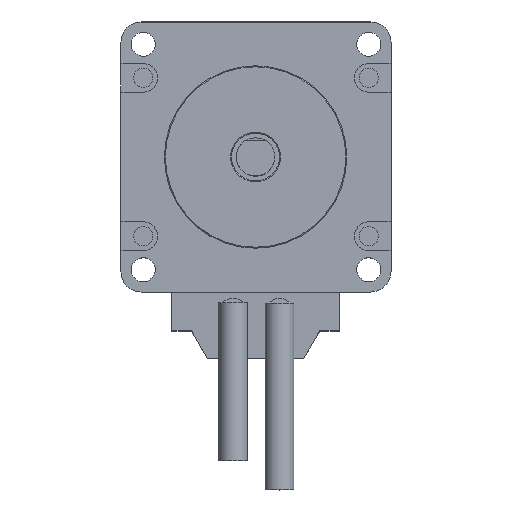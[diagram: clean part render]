
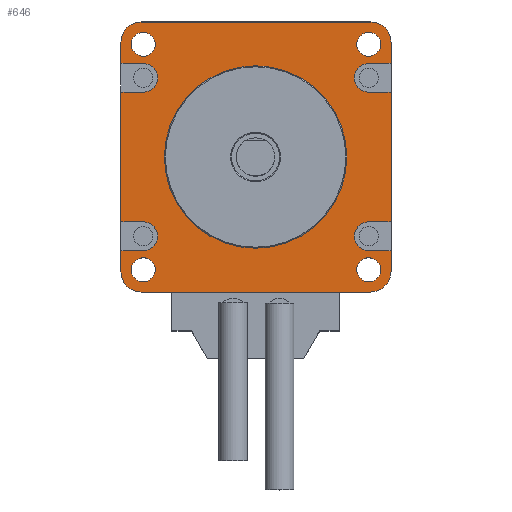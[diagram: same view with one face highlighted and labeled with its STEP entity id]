
A CAD part, top view. The second image highlights one B-rep face of the part: STEP entity #646.
In plain terms, the highlighted planar face has unit normal (0, 0, 1).
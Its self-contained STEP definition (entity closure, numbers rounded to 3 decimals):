
#646=ADVANCED_FACE('',(#1750,#1751,#1752,#1753,#1754,#1755),#821,.T.);
#821=PLANE('',#5032);
#1117=LINE('',#7473,#1520);
#1120=LINE('',#7479,#1523);
#1123=LINE('',#7485,#1526);
#1126=LINE('',#7491,#1529);
#1132=LINE('',#7507,#1535);
#1136=LINE('',#7517,#1539);
#1138=LINE('',#7523,#1541);
#1139=LINE('',#7525,#1542);
#1140=LINE('',#7527,#1543);
#1141=LINE('',#7531,#1544);
#1142=LINE('',#7532,#1545);
#1143=LINE('',#7536,#1546);
#1144=LINE('',#7537,#1547);
#1145=LINE('',#7541,#1548);
#1146=LINE('',#7542,#1549);
#1147=LINE('',#7546,#1550);
#1520=VECTOR('',#6046,1.);
#1523=VECTOR('',#6051,1.);
#1526=VECTOR('',#6056,1.);
#1529=VECTOR('',#6061,1.);
#1535=VECTOR('',#6077,1.);
#1539=VECTOR('',#6087,1.);
#1541=VECTOR('',#6095,1.);
#1542=VECTOR('',#6098,1.);
#1543=VECTOR('',#6101,1.);
#1544=VECTOR('',#6104,1.);
#1545=VECTOR('',#6105,1.);
#1546=VECTOR('',#6108,1.);
#1547=VECTOR('',#6109,1.);
#1548=VECTOR('',#6112,1.);
#1549=VECTOR('',#6113,1.);
#1550=VECTOR('',#6116,1.);
#1750=FACE_BOUND('',#1997,.T.);
#1751=FACE_BOUND('',#1998,.T.);
#1752=FACE_BOUND('',#1999,.T.);
#1753=FACE_BOUND('',#2000,.T.);
#1754=FACE_BOUND('',#2001,.T.);
#1755=FACE_BOUND('',#2002,.T.);
#1997=EDGE_LOOP('',(#2933,#2934,#2935,#2936,#2937,#2938,#2939,#2940,#2941,
#2942,#2943,#2944,#2945,#2946,#2947,#2948,#2949,#2950,#2951,#2952,#2953,
#2954,#2955,#2956));
#1998=EDGE_LOOP('',(#2957));
#1999=EDGE_LOOP('',(#2958));
#2000=EDGE_LOOP('',(#2959));
#2001=EDGE_LOOP('',(#2960));
#2002=EDGE_LOOP('',(#2961));
#2933=ORIENTED_EDGE('',*,*,#4230,.T.);
#2934=ORIENTED_EDGE('',*,*,#4257,.T.);
#2935=ORIENTED_EDGE('',*,*,#4258,.T.);
#2936=ORIENTED_EDGE('',*,*,#4259,.T.);
#2937=ORIENTED_EDGE('',*,*,#4252,.T.);
#2938=ORIENTED_EDGE('',*,*,#4254,.T.);
#2939=ORIENTED_EDGE('',*,*,#4256,.T.);
#2940=ORIENTED_EDGE('',*,*,#4241,.T.);
#2941=ORIENTED_EDGE('',*,*,#4236,.T.);
#2942=ORIENTED_EDGE('',*,*,#4260,.F.);
#2943=ORIENTED_EDGE('',*,*,#4261,.F.);
#2944=ORIENTED_EDGE('',*,*,#4262,.F.);
#2945=ORIENTED_EDGE('',*,*,#4233,.T.);
#2946=ORIENTED_EDGE('',*,*,#4263,.T.);
#2947=ORIENTED_EDGE('',*,*,#4264,.T.);
#2948=ORIENTED_EDGE('',*,*,#4265,.T.);
#2949=ORIENTED_EDGE('',*,*,#4247,.T.);
#2950=ORIENTED_EDGE('',*,*,#4244,.T.);
#2951=ORIENTED_EDGE('',*,*,#4255,.T.);
#2952=ORIENTED_EDGE('',*,*,#4248,.T.);
#2953=ORIENTED_EDGE('',*,*,#4239,.T.);
#2954=ORIENTED_EDGE('',*,*,#4266,.F.);
#2955=ORIENTED_EDGE('',*,*,#4267,.F.);
#2956=ORIENTED_EDGE('',*,*,#4268,.F.);
#2957=ORIENTED_EDGE('',*,*,#4269,.F.);
#2958=ORIENTED_EDGE('',*,*,#4270,.F.);
#2959=ORIENTED_EDGE('',*,*,#4271,.F.);
#2960=ORIENTED_EDGE('',*,*,#4272,.F.);
#2961=ORIENTED_EDGE('',*,*,#4273,.T.);
#3672=VERTEX_POINT('',#7472);
#3673=VERTEX_POINT('',#7474);
#3674=VERTEX_POINT('',#7478);
#3675=VERTEX_POINT('',#7480);
#3676=VERTEX_POINT('',#7484);
#3677=VERTEX_POINT('',#7486);
#3678=VERTEX_POINT('',#7490);
#3679=VERTEX_POINT('',#7492);
#3680=VERTEX_POINT('',#7496);
#3681=VERTEX_POINT('',#7500);
#3682=VERTEX_POINT('',#7502);
#3683=VERTEX_POINT('',#7506);
#3684=VERTEX_POINT('',#7510);
#3685=VERTEX_POINT('',#7514);
#3686=VERTEX_POINT('',#7516);
#3687=VERTEX_POINT('',#7520);
#3688=VERTEX_POINT('',#7528);
#3689=VERTEX_POINT('',#7530);
#3690=VERTEX_POINT('',#7533);
#3691=VERTEX_POINT('',#7535);
#3692=VERTEX_POINT('',#7538);
#3693=VERTEX_POINT('',#7540);
#3694=VERTEX_POINT('',#7543);
#3695=VERTEX_POINT('',#7545);
#3696=VERTEX_POINT('',#7548);
#3697=VERTEX_POINT('',#7550);
#3698=VERTEX_POINT('',#7552);
#3699=VERTEX_POINT('',#7554);
#3700=VERTEX_POINT('',#7556);
#4230=EDGE_CURVE('',#3673,#3672,#1117,.T.);
#4233=EDGE_CURVE('',#3675,#3674,#1120,.T.);
#4236=EDGE_CURVE('',#3677,#3676,#1123,.T.);
#4239=EDGE_CURVE('',#3679,#3678,#1126,.T.);
#4241=EDGE_CURVE('',#3680,#3677,#4631,.T.);
#4244=EDGE_CURVE('',#3682,#3681,#4632,.T.);
#4247=EDGE_CURVE('',#3683,#3682,#1132,.T.);
#4248=EDGE_CURVE('',#3684,#3679,#4633,.T.);
#4252=EDGE_CURVE('',#3685,#3686,#1136,.T.);
#4254=EDGE_CURVE('',#3686,#3687,#4634,.T.);
#4255=EDGE_CURVE('',#3681,#3684,#1138,.T.);
#4256=EDGE_CURVE('',#3687,#3680,#1139,.T.);
#4257=EDGE_CURVE('',#3672,#3688,#1140,.T.);
#4258=EDGE_CURVE('',#3688,#3689,#4635,.T.);
#4259=EDGE_CURVE('',#3689,#3685,#1141,.T.);
#4260=EDGE_CURVE('',#3690,#3676,#1142,.T.);
#4261=EDGE_CURVE('',#3691,#3690,#4636,.T.);
#4262=EDGE_CURVE('',#3675,#3691,#1143,.T.);
#4263=EDGE_CURVE('',#3674,#3692,#1144,.T.);
#4264=EDGE_CURVE('',#3692,#3693,#4637,.T.);
#4265=EDGE_CURVE('',#3693,#3683,#1145,.T.);
#4266=EDGE_CURVE('',#3694,#3678,#1146,.T.);
#4267=EDGE_CURVE('',#3695,#3694,#4638,.T.);
#4268=EDGE_CURVE('',#3673,#3695,#1147,.T.);
#4269=EDGE_CURVE('',#3696,#3696,#4639,.T.);
#4270=EDGE_CURVE('',#3697,#3697,#4640,.T.);
#4271=EDGE_CURVE('',#3698,#3698,#4641,.T.);
#4272=EDGE_CURVE('',#3699,#3699,#4642,.T.);
#4273=EDGE_CURVE('',#3700,#3700,#4643,.T.);
#4631=CIRCLE('',#5011,4.2);
#4632=CIRCLE('',#5013,4.2);
#4633=CIRCLE('',#5016,4.378);
#4634=CIRCLE('',#5019,4.216);
#4635=CIRCLE('',#5023,3.);
#4636=CIRCLE('',#5024,3.);
#4637=CIRCLE('',#5025,3.);
#4638=CIRCLE('',#5026,3.);
#4639=CIRCLE('',#5027,2.5);
#4640=CIRCLE('',#5028,2.5);
#4641=CIRCLE('',#5029,2.5);
#4642=CIRCLE('',#5030,2.5);
#4643=CIRCLE('',#5031,5.);
#5011=AXIS2_PLACEMENT_3D('',#7495,#6065,#6066);
#5013=AXIS2_PLACEMENT_3D('',#7501,#6071,#6072);
#5016=AXIS2_PLACEMENT_3D('',#7509,#6080,#6081);
#5019=AXIS2_PLACEMENT_3D('',#7521,#6091,#6092);
#5023=AXIS2_PLACEMENT_3D('',#7529,#6102,#6103);
#5024=AXIS2_PLACEMENT_3D('',#7534,#6106,#6107);
#5025=AXIS2_PLACEMENT_3D('',#7539,#6110,#6111);
#5026=AXIS2_PLACEMENT_3D('',#7544,#6114,#6115);
#5027=AXIS2_PLACEMENT_3D('',#7547,#6117,#6118);
#5028=AXIS2_PLACEMENT_3D('',#7549,#6119,#6120);
#5029=AXIS2_PLACEMENT_3D('',#7551,#6121,#6122);
#5030=AXIS2_PLACEMENT_3D('',#7553,#6123,#6124);
#5031=AXIS2_PLACEMENT_3D('',#7555,#6125,#6126);
#5032=AXIS2_PLACEMENT_3D('',#7557,#6127,#6128);
#6046=DIRECTION('',(0.,1.,0.));
#6051=DIRECTION('',(0.,-1.,0.));
#6056=DIRECTION('',(0.,-1.,0.));
#6061=DIRECTION('',(0.,1.,0.));
#6065=DIRECTION('',(0.,0.,1.));
#6066=DIRECTION('',(1.,0.,0.));
#6071=DIRECTION('',(0.,0.,1.));
#6072=DIRECTION('',(1.,0.,0.));
#6077=DIRECTION('',(0.,-1.,0.));
#6080=DIRECTION('',(0.,0.,1.));
#6081=DIRECTION('',(1.,0.,0.));
#6087=DIRECTION('',(0.,1.,0.));
#6091=DIRECTION('',(0.,0.,1.));
#6092=DIRECTION('',(1.,0.,0.));
#6095=DIRECTION('',(1.,0.,0.));
#6098=DIRECTION('',(-1.,0.,0.));
#6101=DIRECTION('',(-1.,-0.002,0.));
#6102=DIRECTION('',(0.,0.,-1.));
#6103=DIRECTION('',(-1.,0.,0.));
#6104=DIRECTION('',(1.,0.,0.));
#6105=DIRECTION('',(-1.,0.,0.));
#6106=DIRECTION('',(0.,0.,1.));
#6107=DIRECTION('',(1.,0.,0.));
#6108=DIRECTION('',(1.,-0.002,0.));
#6109=DIRECTION('',(1.,0.002,0.));
#6110=DIRECTION('',(0.,0.,-1.));
#6111=DIRECTION('',(1.,0.,0.));
#6112=DIRECTION('',(-1.,0.,0.));
#6113=DIRECTION('',(1.,0.,0.));
#6114=DIRECTION('',(0.,0.,1.));
#6115=DIRECTION('',(-1.,0.,0.));
#6116=DIRECTION('',(-1.,0.002,0.));
#6117=DIRECTION('',(0.,0.,1.));
#6118=DIRECTION('',(1.,0.,0.));
#6119=DIRECTION('',(0.,0.,1.));
#6120=DIRECTION('',(1.,0.,0.));
#6121=DIRECTION('',(0.,0.,1.));
#6122=DIRECTION('',(1.,0.,0.));
#6123=DIRECTION('',(0.,0.,1.));
#6124=DIRECTION('',(1.,0.,0.));
#6125=DIRECTION('',(0.,0.,-1.));
#6126=DIRECTION('',(1.,0.,0.));
#6127=DIRECTION('',(0.,0.,1.));
#6128=DIRECTION('',(1.,0.,0.));
#7472=CARTESIAN_POINT('',(28.2,13.55,0.));
#7473=CARTESIAN_POINT('',(28.2,-24.,0.));
#7474=CARTESIAN_POINT('',(28.2,-13.55,0.));
#7478=CARTESIAN_POINT('',(-28.2,-13.55,0.));
#7479=CARTESIAN_POINT('',(-28.2,-24.,0.));
#7480=CARTESIAN_POINT('',(-28.2,13.55,0.));
#7484=CARTESIAN_POINT('',(-28.2,19.541,0.));
#7485=CARTESIAN_POINT('',(-28.2,-24.,0.));
#7486=CARTESIAN_POINT('',(-28.2,24.,0.));
#7490=CARTESIAN_POINT('',(28.2,-19.541,0.));
#7491=CARTESIAN_POINT('',(28.2,-24.,0.));
#7492=CARTESIAN_POINT('',(28.2,-23.822,0.));
#7495=CARTESIAN_POINT('',(-24.,24.,0.));
#7496=CARTESIAN_POINT('',(-24.,28.2,0.));
#7500=CARTESIAN_POINT('',(-24.,-28.2,0.));
#7501=CARTESIAN_POINT('',(-24.,-24.,0.));
#7502=CARTESIAN_POINT('',(-28.2,-24.,0.));
#7506=CARTESIAN_POINT('',(-28.2,-19.541,0.));
#7507=CARTESIAN_POINT('',(-28.2,-24.,0.));
#7509=CARTESIAN_POINT('',(23.822,-23.822,0.));
#7510=CARTESIAN_POINT('',(23.822,-28.2,0.));
#7514=CARTESIAN_POINT('',(28.2,19.541,0.));
#7516=CARTESIAN_POINT('',(28.2,23.984,0.));
#7517=CARTESIAN_POINT('',(28.2,-24.,0.));
#7520=CARTESIAN_POINT('',(23.984,28.2,0.));
#7521=CARTESIAN_POINT('',(23.984,23.984,0.));
#7523=CARTESIAN_POINT('',(-24.,-28.2,0.));
#7525=CARTESIAN_POINT('',(-24.,28.2,0.));
#7527=CARTESIAN_POINT('',(28.2,13.55,0.));
#7528=CARTESIAN_POINT('',(23.556,13.541,0.));
#7529=CARTESIAN_POINT('',(23.55,16.541,0.));
#7530=CARTESIAN_POINT('',(23.55,19.541,0.));
#7531=CARTESIAN_POINT('',(23.55,19.541,0.));
#7532=CARTESIAN_POINT('',(-23.55,19.541,0.));
#7533=CARTESIAN_POINT('',(-23.55,19.541,0.));
#7534=CARTESIAN_POINT('',(-23.55,16.541,0.));
#7535=CARTESIAN_POINT('',(-23.556,13.541,0.));
#7536=CARTESIAN_POINT('',(-28.2,13.55,0.));
#7537=CARTESIAN_POINT('',(-28.2,-13.55,0.));
#7538=CARTESIAN_POINT('',(-23.556,-13.541,0.));
#7539=CARTESIAN_POINT('',(-23.55,-16.541,0.));
#7540=CARTESIAN_POINT('',(-23.55,-19.541,0.));
#7541=CARTESIAN_POINT('',(-23.55,-19.541,0.));
#7542=CARTESIAN_POINT('',(23.55,-19.541,0.));
#7543=CARTESIAN_POINT('',(23.55,-19.541,0.));
#7544=CARTESIAN_POINT('',(23.55,-16.541,0.));
#7545=CARTESIAN_POINT('',(23.556,-13.541,0.));
#7546=CARTESIAN_POINT('',(28.2,-13.55,0.));
#7547=CARTESIAN_POINT('',(-23.55,-23.55,0.));
#7548=CARTESIAN_POINT('',(-21.05,-23.55,0.));
#7549=CARTESIAN_POINT('',(-23.55,23.55,0.));
#7550=CARTESIAN_POINT('',(-21.05,23.55,0.));
#7551=CARTESIAN_POINT('',(23.55,-23.55,0.));
#7552=CARTESIAN_POINT('',(26.05,-23.55,0.));
#7553=CARTESIAN_POINT('',(23.55,23.55,0.));
#7554=CARTESIAN_POINT('',(26.05,23.55,0.));
#7555=CARTESIAN_POINT('',(-0.089,0.,0.));
#7556=CARTESIAN_POINT('',(4.911,0.,0.));
#7557=CARTESIAN_POINT('',(-24.,-24.,0.));
